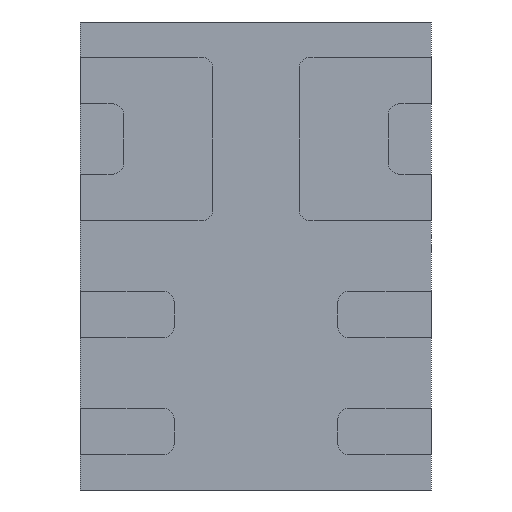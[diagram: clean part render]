
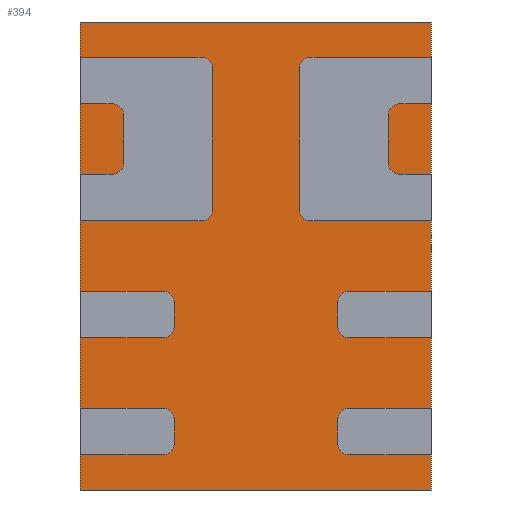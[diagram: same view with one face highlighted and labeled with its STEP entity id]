
A CAD part, front view. The second image highlights one B-rep face of the part: STEP entity #394.
In plain terms, the highlighted planar face has unit normal (0, -1, 0).
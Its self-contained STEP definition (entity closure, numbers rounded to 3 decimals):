
#6=DIRECTION ( 'NONE',  ( 0., 0., -1. ) ) ;
#9=ORIENTED_EDGE ( 'NONE', *, *, #837, .F. ) ;
#23=VECTOR ( 'NONE', #101, 1000. ) ;
#24=VECTOR ( 'NONE', #64, 1000. ) ;
#30=ORIENTED_EDGE ( 'NONE', *, *, #521, .F. ) ;
#64=DIRECTION ( 'NONE',  ( -1., 0., 0. ) ) ;
#73=LINE ( 'NONE', #551, #1251 ) ;
#74=LINE ( 'NONE', #336, #23 ) ;
#95=DIRECTION ( 'NONE',  ( 0., 0., -1. ) ) ;
#101=DIRECTION ( 'NONE',  ( 1., 0., 0. ) ) ;
#146=VECTOR ( 'NONE', #328, 1000. ) ;
#153=VERTEX_POINT ( 'NONE', #336 ) ;
#160=DIRECTION ( 'NONE',  ( 0., -1., 0. ) ) ;
#272=FACE_OUTER_BOUND ( 'NONE', #1052, .T. ) ;
#296=VERTEX_POINT ( 'NONE', #1006 ) ;
#328=DIRECTION ( 'NONE',  ( 0., 0., 1. ) ) ;
#336=CARTESIAN_POINT ( 'NONE',  ( -0.75, 0.03, 1. ) ) ;
#372=EDGE_CURVE ( 'NONE', #296, #500, #1320, .T. ) ;
#394=ADVANCED_FACE ( 'NONE', ( #272 ), #714, .T. ) ;
#403=AXIS2_PLACEMENT_3D ( 'NONE', #1115, #160, #95 ) ;
#406=CARTESIAN_POINT ( 'NONE',  ( -0.75, 0.03, -1. ) ) ;
#500=VERTEX_POINT ( 'NONE', #406 ) ;
#521=EDGE_CURVE ( 'NONE', #526, #296, #73, .T. ) ;
#526=VERTEX_POINT ( 'NONE', #551 ) ;
#551=CARTESIAN_POINT ( 'NONE',  ( 0.75, 0.03, 1. ) ) ;
#681=ORIENTED_EDGE ( 'NONE', *, *, #372, .F. ) ;
#698=ORIENTED_EDGE ( 'NONE', *, *, #1190, .F. ) ;
#714=PLANE ( 'NONE',  #403 ) ;
#837=EDGE_CURVE ( 'NONE', #500, #153, #858, .T. ) ;
#858=LINE ( 'NONE', #336, #146 ) ;
#1006=CARTESIAN_POINT ( 'NONE',  ( 0.75, 0.03, -1. ) ) ;
#1052=EDGE_LOOP ( 'NONE', ( #30, #698, #9, #681 ) ) ;
#1115=CARTESIAN_POINT ( 'NONE',  ( 0., 0.03, 0. ) ) ;
#1190=EDGE_CURVE ( 'NONE', #153, #526, #74, .T. ) ;
#1251=VECTOR ( 'NONE', #6, 1000. ) ;
#1320=LINE ( 'NONE', #406, #24 ) ;
